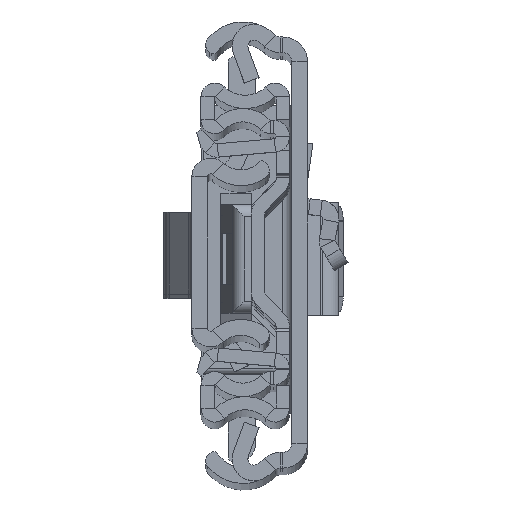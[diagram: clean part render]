
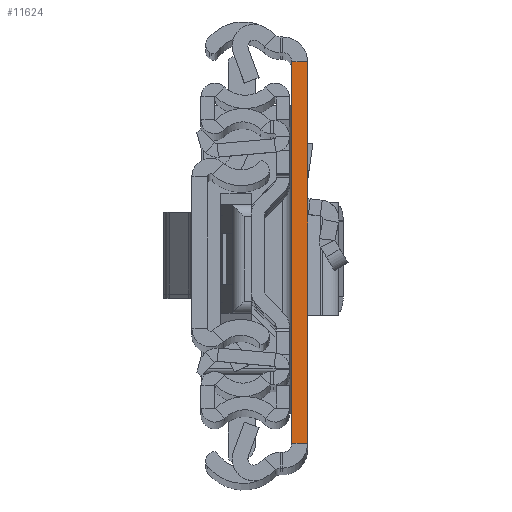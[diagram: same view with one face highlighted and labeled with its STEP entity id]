
A CAD part, top view. The second image highlights one B-rep face of the part: STEP entity #11624.
In plain terms, the highlighted planar face has unit normal (0, 0, 1).
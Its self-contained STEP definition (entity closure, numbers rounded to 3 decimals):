
#14 = ORIENTED_EDGE ( 'NONE', *, *, #5900, .F. ) ;
#577 = DIRECTION ( 'NONE',  ( 1., 0., 0. ) ) ;
#1473 = VERTEX_POINT ( 'NONE', #10508 ) ;
#2088 = CARTESIAN_POINT ( 'NONE',  ( 2.6, -31.5, 0. ) ) ;
#2308 = EDGE_CURVE ( 'NONE', #9072, #1473, #11582, .T. ) ;
#4510 = EDGE_LOOP ( 'NONE', ( #6541, #14, #10354, #9700 ) ) ;
#4822 = CARTESIAN_POINT ( 'NONE',  ( 2.6, 31.5, 0. ) ) ;
#4889 = DIRECTION ( 'NONE',  ( 0., 1., 0. ) ) ;
#5308 = CARTESIAN_POINT ( 'NONE',  ( 2.6, -31.5, 0. ) ) ;
#5900 = EDGE_CURVE ( 'NONE', #11747, #17093, #5927, .T. ) ;
#5927 = LINE ( 'NONE', #7254, #13441 ) ;
#6541 = ORIENTED_EDGE ( 'NONE', *, *, #17380, .F. ) ;
#7254 = CARTESIAN_POINT ( 'NONE',  ( 0., -31.5, 0. ) ) ;
#7821 = LINE ( 'NONE', #4822, #12577 ) ;
#8795 = VECTOR ( 'NONE', #13066, 1000. ) ;
#9072 = VERTEX_POINT ( 'NONE', #15642 ) ;
#9209 = DIRECTION ( 'NONE',  ( 0., 0., -1. ) ) ;
#9700 = ORIENTED_EDGE ( 'NONE', *, *, #2308, .T. ) ;
#10354 = ORIENTED_EDGE ( 'NONE', *, *, #12212, .T. ) ;
#10508 = CARTESIAN_POINT ( 'NONE',  ( 2.6, 31.5, 0. ) ) ;
#11017 = CARTESIAN_POINT ( 'NONE',  ( 0., 31.5, 0. ) ) ;
#11582 = LINE ( 'NONE', #15772, #8795 ) ;
#11624 = ADVANCED_FACE ( 'NONE', ( #12420 ), #14807, .F. ) ;
#11725 = AXIS2_PLACEMENT_3D ( 'NONE', #5308, #9209, #4889 ) ;
#11747 = VERTEX_POINT ( 'NONE', #13079 ) ;
#12212 = EDGE_CURVE ( 'NONE', #11747, #9072, #13518, .T. ) ;
#12360 = VECTOR ( 'NONE', #577, 1000. ) ;
#12420 = FACE_OUTER_BOUND ( 'NONE', #4510, .T. ) ;
#12577 = VECTOR ( 'NONE', #16322, 1000. ) ;
#13066 = DIRECTION ( 'NONE',  ( 0., 1., 0. ) ) ;
#13079 = CARTESIAN_POINT ( 'NONE',  ( 0., -31.5, 0. ) ) ;
#13441 = VECTOR ( 'NONE', #18540, 1000. ) ;
#13518 = LINE ( 'NONE', #2088, #12360 ) ;
#14807 = PLANE ( 'NONE',  #11725 ) ;
#15642 = CARTESIAN_POINT ( 'NONE',  ( 2.6, -31.5, 0. ) ) ;
#15772 = CARTESIAN_POINT ( 'NONE',  ( 2.6, -31.5, 0. ) ) ;
#16322 = DIRECTION ( 'NONE',  ( 1., 0., 0. ) ) ;
#17093 = VERTEX_POINT ( 'NONE', #11017 ) ;
#17380 = EDGE_CURVE ( 'NONE', #17093, #1473, #7821, .T. ) ;
#18540 = DIRECTION ( 'NONE',  ( 0., 1., 0. ) ) ;
